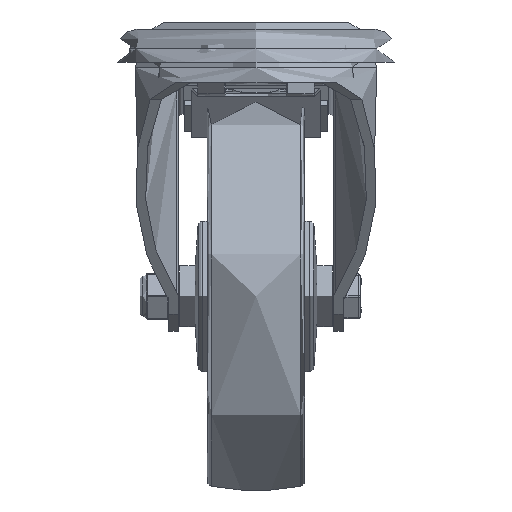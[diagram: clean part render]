
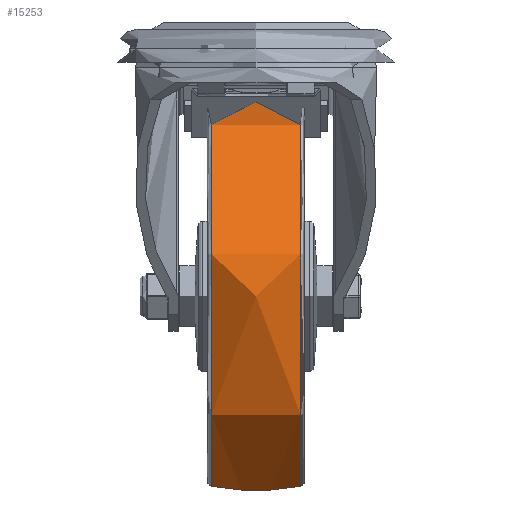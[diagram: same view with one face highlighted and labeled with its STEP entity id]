
A CAD part, left-side view. The second image highlights one B-rep face of the part: STEP entity #15253.
In plain terms, the highlighted free-form (B-spline) face has degree [2, 2] with [3, 9] control points.
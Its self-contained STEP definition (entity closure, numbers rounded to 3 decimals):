
#55=(
BOUNDED_SURFACE()
B_SPLINE_SURFACE(2,2,((#26433,#26434,#26435,#26436,#26437,#26438,#26439,
#26440,#26441),(#26442,#26443,#26444,#26445,#26446,#26447,#26448,#26449,
#26450),(#26451,#26452,#26453,#26454,#26455,#26456,#26457,#26458,#26459)),
 .UNSPECIFIED.,.F.,.T.,.F.)
B_SPLINE_SURFACE_WITH_KNOTS((3,3),(3,2,2,2,3),(-0.183,0.183),
(-3.142,-1.571,0.,1.571,3.142),
 .UNSPECIFIED.)
GEOMETRIC_REPRESENTATION_ITEM()
RATIONAL_B_SPLINE_SURFACE(((1.,0.707,1.,0.707,1.,
0.707,1.,0.707,1.),(0.983,0.695,
0.983,0.695,0.983,0.695,
0.983,0.695,0.983),(1.,0.707,
1.,0.707,1.,0.707,1.,0.707,1.)))
REPRESENTATION_ITEM('')
SURFACE()
);
#4424=FACE_OUTER_BOUND('',#5369,.T.);
#5369=EDGE_LOOP('',(#11968,#11969,#11970,#11971));
#6258=CIRCLE('',#16577,78.317);
#6259=CIRCLE('',#16578,101.);
#6260=CIRCLE('',#16579,78.317);
#7144=VERTEX_POINT('',#26430);
#7145=VERTEX_POINT('',#26460);
#8910=EDGE_CURVE('',#7144,#7144,#6258,.T.);
#8911=EDGE_CURVE('',#7144,#7145,#6259,.T.);
#8912=EDGE_CURVE('',#7145,#7145,#6260,.T.);
#11968=ORIENTED_EDGE('',*,*,#8910,.F.);
#11969=ORIENTED_EDGE('',*,*,#8911,.T.);
#11970=ORIENTED_EDGE('',*,*,#8912,.T.);
#11971=ORIENTED_EDGE('',*,*,#8911,.F.);
#15253=ADVANCED_FACE('',(#4424),#55,.F.);
#16577=AXIS2_PLACEMENT_3D('',#26432,#18893,#18894);
#16578=AXIS2_PLACEMENT_3D('',#26461,#18895,#18896);
#16579=AXIS2_PLACEMENT_3D('',#26462,#18897,#18898);
#18893=DIRECTION('center_axis',(0.,1.,0.));
#18894=DIRECTION('ref_axis',(0.,0.,
1.));
#18895=DIRECTION('center_axis',(-1.,0.,0.));
#18896=DIRECTION('ref_axis',(0.,0.,
-1.));
#18897=DIRECTION('center_axis',(0.,1.,0.));
#18898=DIRECTION('ref_axis',(0.,0.,
1.));
#26430=CARTESIAN_POINT('',(0.,18.364,-78.317));
#26432=CARTESIAN_POINT('Origin',(0.,18.364,
0.));
#26433=CARTESIAN_POINT('Ctrl Pts',(0.,-18.364,
-78.317));
#26434=CARTESIAN_POINT('Ctrl Pts',(-78.317,-18.364,
-78.317));
#26435=CARTESIAN_POINT('Ctrl Pts',(-78.317,-18.364,
0.));
#26436=CARTESIAN_POINT('Ctrl Pts',(-78.317,-18.364,
78.317));
#26437=CARTESIAN_POINT('Ctrl Pts',(0.,-18.364,
78.317));
#26438=CARTESIAN_POINT('Ctrl Pts',(78.317,-18.364,78.317));
#26439=CARTESIAN_POINT('Ctrl Pts',(78.317,-18.364,0.));
#26440=CARTESIAN_POINT('Ctrl Pts',(78.317,-18.364,-78.317));
#26441=CARTESIAN_POINT('Ctrl Pts',(0.,-18.364,
-78.317));
#26442=CARTESIAN_POINT('Ctrl Pts',(0.,0.,
-81.712));
#26443=CARTESIAN_POINT('Ctrl Pts',(-81.712,0.,
-81.712));
#26444=CARTESIAN_POINT('Ctrl Pts',(-81.712,0.,
0.));
#26445=CARTESIAN_POINT('Ctrl Pts',(-81.712,0.,
81.712));
#26446=CARTESIAN_POINT('Ctrl Pts',(0.,0.,
81.712));
#26447=CARTESIAN_POINT('Ctrl Pts',(81.712,0.,
81.712));
#26448=CARTESIAN_POINT('Ctrl Pts',(81.712,0.,
0.));
#26449=CARTESIAN_POINT('Ctrl Pts',(81.712,0.,
-81.712));
#26450=CARTESIAN_POINT('Ctrl Pts',(0.,0.,
-81.712));
#26451=CARTESIAN_POINT('Ctrl Pts',(0.,18.364,
-78.317));
#26452=CARTESIAN_POINT('Ctrl Pts',(-78.317,18.364,-78.317));
#26453=CARTESIAN_POINT('Ctrl Pts',(-78.317,18.364,0.));
#26454=CARTESIAN_POINT('Ctrl Pts',(-78.317,18.364,78.317));
#26455=CARTESIAN_POINT('Ctrl Pts',(0.,18.364,
78.317));
#26456=CARTESIAN_POINT('Ctrl Pts',(78.317,18.364,78.317));
#26457=CARTESIAN_POINT('Ctrl Pts',(78.317,18.364,0.));
#26458=CARTESIAN_POINT('Ctrl Pts',(78.317,18.364,-78.317));
#26459=CARTESIAN_POINT('Ctrl Pts',(0.,18.364,
-78.317));
#26460=CARTESIAN_POINT('',(0.,-18.364,-78.317));
#26461=CARTESIAN_POINT('Origin',(0.,0.,
21.));
#26462=CARTESIAN_POINT('Origin',(0.,-18.364,
0.));
